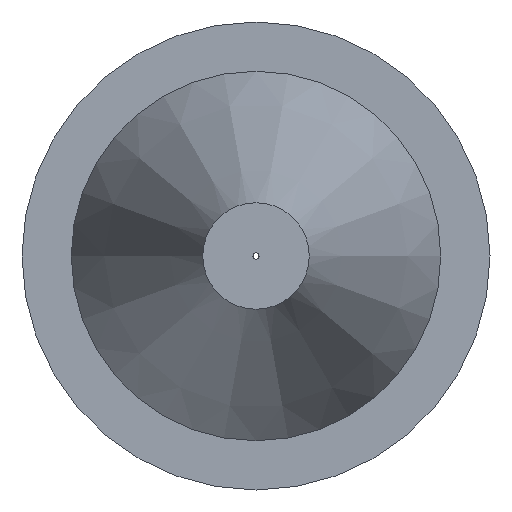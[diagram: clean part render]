
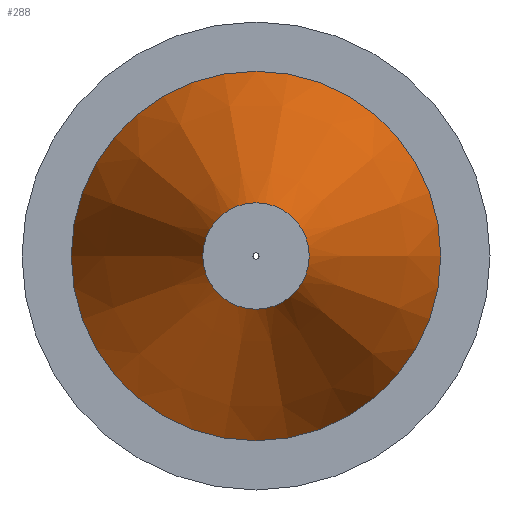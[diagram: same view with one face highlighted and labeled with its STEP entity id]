
A CAD part, front view. The second image highlights one B-rep face of the part: STEP entity #288.
In plain terms, the highlighted conical face has half-angle 19.749 degrees and reference radius 1.932 mm.
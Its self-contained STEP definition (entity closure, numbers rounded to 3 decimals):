
#26=LINE('',#522,#39);
#39=VECTOR('',#435,1.932);
#50=CONICAL_SURFACE('',#348,1.932,0.345);
#77=FACE_OUTER_BOUND('',#105,.T.);
#105=EDGE_LOOP('',(#239,#240,#241,#242));
#130=CIRCLE('',#347,0.864);
#131=CIRCLE('',#349,3.);
#152=VERTEX_POINT('',#517);
#153=VERTEX_POINT('',#520);
#182=EDGE_CURVE('',#152,#152,#130,.T.);
#183=EDGE_CURVE('',#153,#153,#131,.T.);
#184=EDGE_CURVE('',#153,#152,#26,.T.);
#239=ORIENTED_EDGE('',*,*,#183,.F.);
#240=ORIENTED_EDGE('',*,*,#184,.T.);
#241=ORIENTED_EDGE('',*,*,#182,.T.);
#242=ORIENTED_EDGE('',*,*,#184,.F.);
#288=ADVANCED_FACE('',(#77),#50,.T.);
#347=AXIS2_PLACEMENT_3D('',#518,#429,#430);
#348=AXIS2_PLACEMENT_3D('',#519,#431,#432);
#349=AXIS2_PLACEMENT_3D('',#521,#433,#434);
#429=DIRECTION('center_axis',(0.,1.,0.));
#430=DIRECTION('ref_axis',(1.,0.,0.));
#431=DIRECTION('center_axis',(0.,1.,0.));
#432=DIRECTION('ref_axis',(1.,0.,0.));
#433=DIRECTION('center_axis',(0.,1.,0.));
#434=DIRECTION('ref_axis',(1.,0.,0.));
#435=DIRECTION('',(0.338,-0.941,0.));
#517=CARTESIAN_POINT('',(-0.864,0.,0.));
#518=CARTESIAN_POINT('Origin',(0.,0.,0.));
#519=CARTESIAN_POINT('Origin',(0.,2.975,0.));
#520=CARTESIAN_POINT('',(-3.,5.949,0.));
#521=CARTESIAN_POINT('Origin',(0.,5.949,0.));
#522=CARTESIAN_POINT('',(-1.932,2.975,0.));
